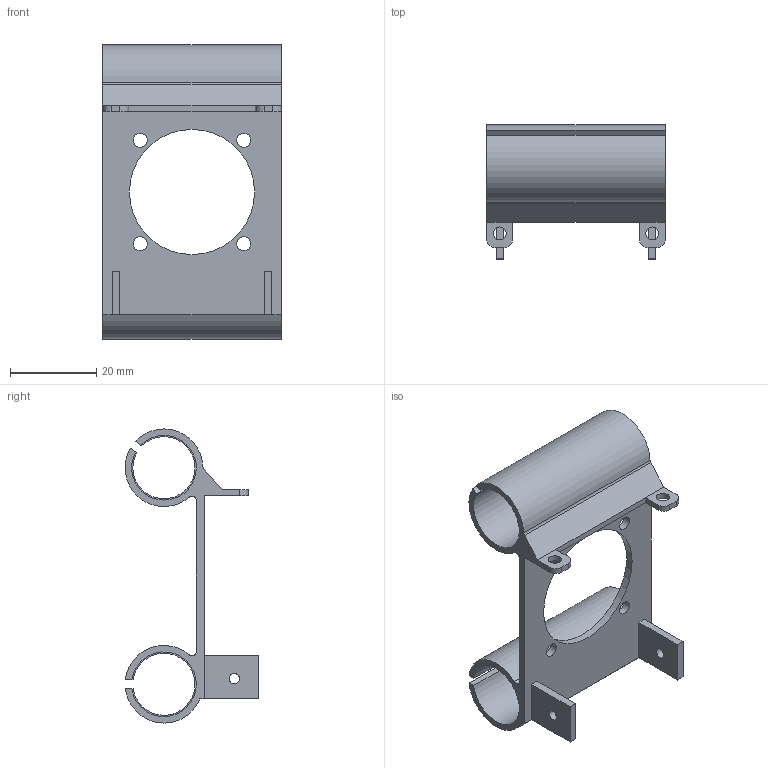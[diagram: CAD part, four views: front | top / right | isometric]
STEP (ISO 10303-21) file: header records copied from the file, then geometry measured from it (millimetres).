
FILE_DESCRIPTION(/* description */ ('STEP AP242','CAx-IF Rec.Pracs.---Representation and Presentation of Product Manufacturing Information (PMI)---4.0---2014-10-13','CAx-IF Rec.Pracs.---3D Tessellated Geometry---0.4---2014-09-14','2;1'),/* implementation_level */ '2;1');
FILE_NAME(/* name */ '65126ad87a973704e51455b7',/* time_stamp */ '2023-09-26T05:23:37Z',/* author */ (''),/* organization */ (''),/* preprocessor_version */ 'ST-DEVELOPER v19.4',/* originating_system */ ' ',/* authorisation */ ' ');
FILE_SCHEMA (('AP242_MANAGED_MODEL_BASED_3D_ENGINEERING_MIM_LF { 1 0 10303 442 1 1 4 }'));
Length unit declared in the file: metre
Products named in the file (1): Igus Holder
Bounding box: 41.4 x 30.99 x 68.19 mm (x, y, z)
Volume: 9714.9 mm3; surface area: 12127.1 mm2
Topology: 1 solids, 1 shells, 72 faces, 210 edges, 140 vertices
Faces by surface type: plane 38, cylinder 34
Full cylindrical faces by diameter (mm): 2.4 x2, 3 x2, 3.2 x4, 29 x1
Entity records: 2397 total; most frequent: DIRECTION 413, CARTESIAN_POINT 410, ORIENTED_EDGE 398, EDGE_CURVE 199, AXIS2_PLACEMENT_3D 141, VERTEX_POINT 138, LINE 131, VECTOR 131
